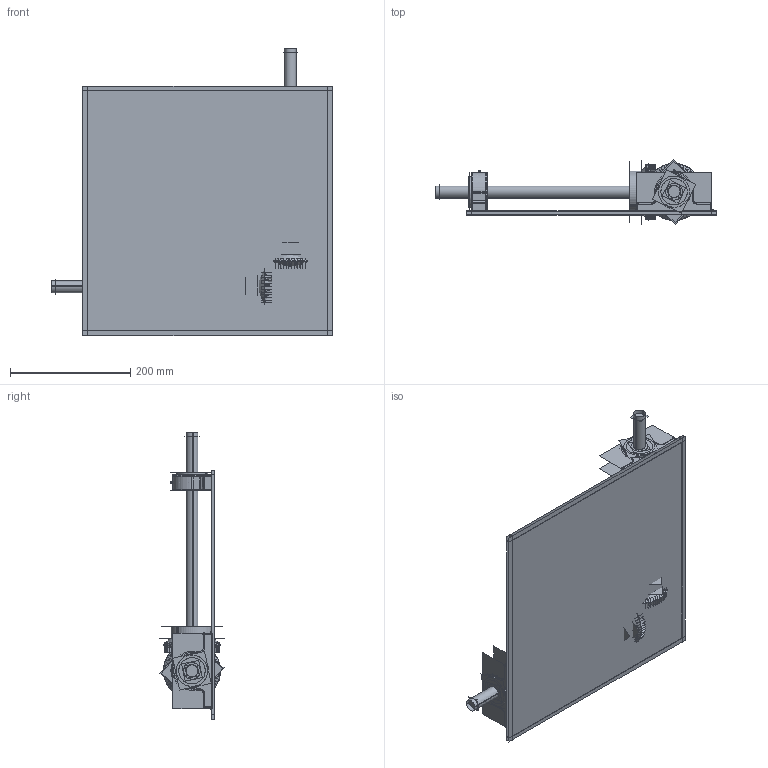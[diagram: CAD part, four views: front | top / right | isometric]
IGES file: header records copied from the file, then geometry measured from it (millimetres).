
Start section:  PTC IGES file: geared_transmission_asm.igs
Global section: file name: geared_transmission_asm.igs; native system: Creo Parametric by PTC Inc.; preprocessor: 2014440; author: SYED MUNEEB ALI; organization: Unknown; date: 20180208.195712; units: millimetre
Bounding box: 467.95 x 107.08 x 479 mm (x, y, z)
Volume: 1620038.9 mm3; surface area: 2660374.9 mm2
Topology: 26 solids, 26 shells, 1208 faces, 6534 edges, 8352 vertices
Faces by surface type: revolution 612, bspline 596
